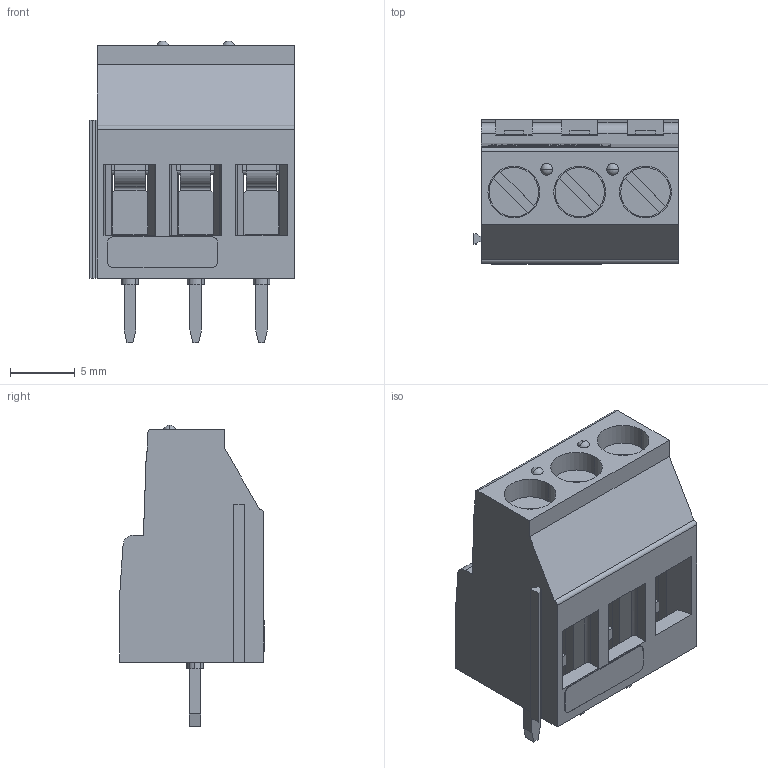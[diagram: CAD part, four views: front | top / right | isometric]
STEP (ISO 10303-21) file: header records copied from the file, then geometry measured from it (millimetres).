
FILE_DESCRIPTION(('FreeCAD Model'),'2;1');
FILE_NAME('Open CASCADE Shape Model','2025-11-05T19:40:29',(''),(''), 'Open CASCADE STEP processor 7.8','FreeCAD','Unknown');
FILE_SCHEMA(('AUTOMOTIVE_DESIGN { 1 0 10303 214 1 1 1 1 }'));
Length unit declared in the file: millimetre
Products named in the file (15): Assembly; 1711738_1; SOLID; SOLID001; SOLID002; SOLID003; SOLID004; SOLID005; SOLID006; SOLID007; SOLID008; SOLID009; SOLID010; SOLID011; SOLID012
Assembly tree (14 placements, depth 3):
  Assembly
    1711738_1
      SOLID
      SOLID001
      SOLID002
      SOLID003
      SOLID004
      SOLID005
      SOLID006
      SOLID007
      SOLID008
      SOLID009
      SOLID010
      SOLID011
      SOLID012
Bounding box: 15.81 x 11.18 x 23.3 mm (x, y, z)
Volume: 1766.8 mm3; surface area: 3806.6 mm2
Topology: 13 solids, 13 shells, 815 faces, 2251 edges, 1488 vertices
Faces by surface type: plane 641, cylinder 113, extrusion 54, sphere 4, bspline 3
Entity records: 27748 total; most frequent: CARTESIAN_POINT 6540, ORIENTED_EDGE 4502, DIRECTION 3987, EDGE_CURVE 2251, VECTOR 1883, LINE 1829, VERTEX_POINT 1488, AXIS2_PLACEMENT_3D 1052
